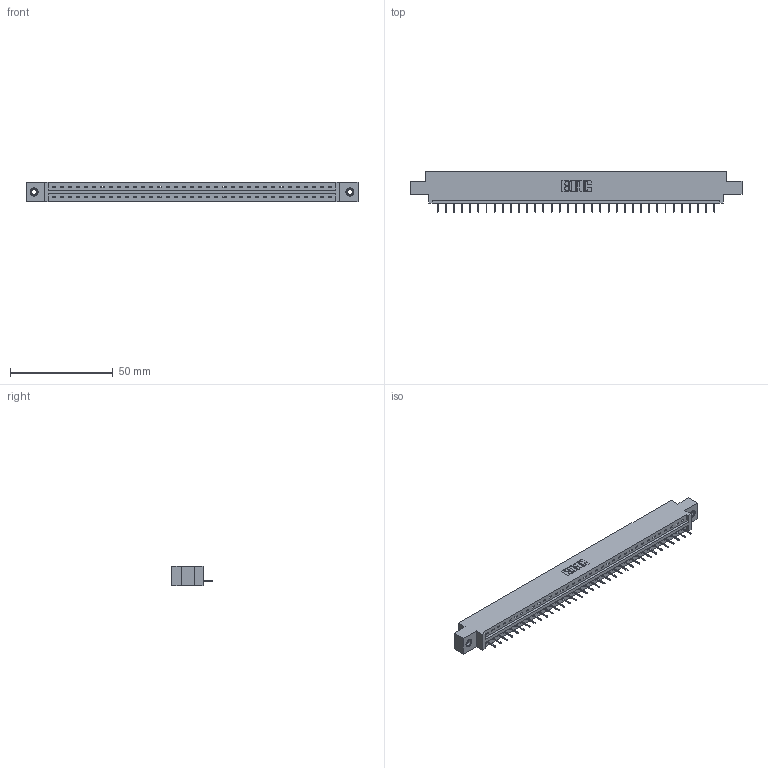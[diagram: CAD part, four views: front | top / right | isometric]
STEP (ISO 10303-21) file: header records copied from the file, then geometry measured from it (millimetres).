
FILE_DESCRIPTION (( 'STEP AP203' ), '1' );
FILE_NAME ('387-035-524-607.STEP', '2018-09-18T22:17:29', ( '' ), ( '' ), 'SwSTEP 2.0', 'SolidWorks 2016', '' );
FILE_SCHEMA (( 'CONFIG_CONTROL_DESIGN' ));
Length unit declared in the file: inch
Products named in the file (4): 337 Part_0.170 Offset - 0.156 Dia-TI; 345-292-001_345-293-124; 345-250-001_345-250-005-103; 387-035-524-607
Assembly tree (38 placements, depth 2):
  387-035-524-607
    337 Part_0.170 Offset - 0.156 Dia-TI
    345-292-001_345-293-124  x35
    345-250-001_345-250-005-103  x2
Bounding box: 161.7 x 19.69 x 9.4 mm (x, y, z)
Volume: 16448.8 mm3; surface area: 16609.8 mm2
Topology: 38 solids, 38 shells, 2488 faces, 7179 edges, 4638 vertices
Faces by surface type: plane 1926, cylinder 546, cone 12, torus 4
Entity records: 28314 total; most frequent: CARTESIAN_POINT 4910, ORIENTED_EDGE 4874, DIRECTION 4181, EDGE_CURVE 2437, LINE 2293, VECTOR 2293, VERTEX_POINT 1616, AXIS2_PLACEMENT_3D 944
